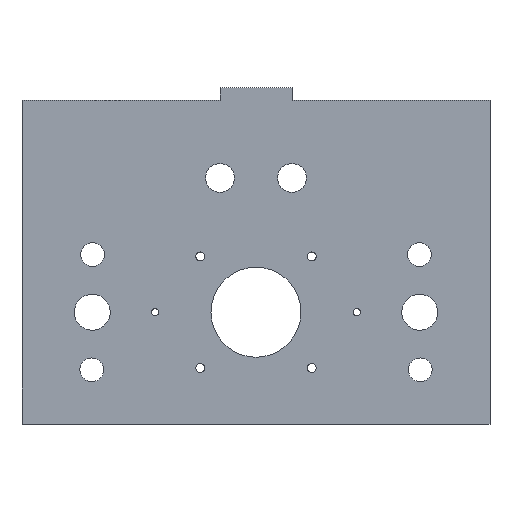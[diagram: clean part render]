
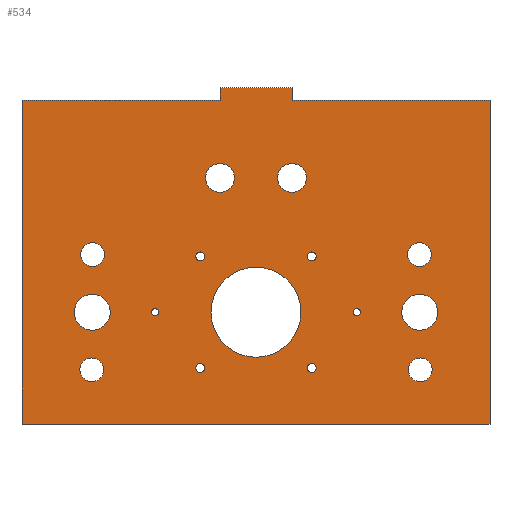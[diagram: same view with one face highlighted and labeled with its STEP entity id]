
A CAD part, top view. The second image highlights one B-rep face of the part: STEP entity #534.
In plain terms, the highlighted planar face has unit normal (0, 0, 1).
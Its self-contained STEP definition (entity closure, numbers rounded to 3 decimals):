
#15=FACE_BOUND('',#104,.T.);
#16=FACE_BOUND('',#105,.T.);
#17=FACE_BOUND('',#106,.T.);
#18=FACE_BOUND('',#107,.T.);
#19=FACE_BOUND('',#108,.T.);
#20=FACE_BOUND('',#109,.T.);
#21=FACE_BOUND('',#110,.T.);
#22=FACE_BOUND('',#111,.T.);
#23=FACE_BOUND('',#112,.T.);
#24=FACE_BOUND('',#113,.T.);
#25=FACE_BOUND('',#114,.T.);
#26=FACE_BOUND('',#115,.T.);
#27=FACE_BOUND('',#116,.T.);
#28=FACE_BOUND('',#117,.T.);
#29=FACE_BOUND('',#118,.T.);
#53=PLANE('',#609);
#78=FACE_OUTER_BOUND('',#103,.T.);
#103=EDGE_LOOP('',(#450,#451,#452,#453,#454,#455,#456,#457));
#104=EDGE_LOOP('',(#458));
#105=EDGE_LOOP('',(#459));
#106=EDGE_LOOP('',(#460));
#107=EDGE_LOOP('',(#461));
#108=EDGE_LOOP('',(#462));
#109=EDGE_LOOP('',(#463));
#110=EDGE_LOOP('',(#464));
#111=EDGE_LOOP('',(#465));
#112=EDGE_LOOP('',(#466));
#113=EDGE_LOOP('',(#467));
#114=EDGE_LOOP('',(#468));
#115=EDGE_LOOP('',(#469));
#116=EDGE_LOOP('',(#470));
#117=EDGE_LOOP('',(#471));
#118=EDGE_LOOP('',(#472));
#152=LINE('',#860,#191);
#155=LINE('',#866,#194);
#158=LINE('',#872,#197);
#161=LINE('',#878,#200);
#164=LINE('',#884,#203);
#167=LINE('',#890,#206);
#170=LINE('',#896,#209);
#173=LINE('',#900,#212);
#191=VECTOR('',#722,10.);
#194=VECTOR('',#727,10.);
#197=VECTOR('',#732,10.);
#200=VECTOR('',#737,10.);
#203=VECTOR('',#742,10.);
#206=VECTOR('',#747,10.);
#209=VECTOR('',#752,10.);
#212=VECTOR('',#757,10.);
#214=CIRCLE('',#558,1.);
#216=CIRCLE('',#561,12.5);
#218=CIRCLE('',#564,1.);
#220=CIRCLE('',#567,3.3);
#222=CIRCLE('',#570,3.3);
#224=CIRCLE('',#573,3.3);
#226=CIRCLE('',#576,3.3);
#228=CIRCLE('',#579,5.);
#230=CIRCLE('',#582,5.);
#232=CIRCLE('',#585,1.229);
#234=CIRCLE('',#588,1.229);
#236=CIRCLE('',#591,1.229);
#238=CIRCLE('',#594,1.229);
#240=CIRCLE('',#597,4.);
#242=CIRCLE('',#600,4.);
#244=VERTEX_POINT('',#766);
#246=VERTEX_POINT('',#772);
#248=VERTEX_POINT('',#778);
#250=VERTEX_POINT('',#784);
#252=VERTEX_POINT('',#790);
#254=VERTEX_POINT('',#796);
#256=VERTEX_POINT('',#802);
#258=VERTEX_POINT('',#808);
#260=VERTEX_POINT('',#814);
#262=VERTEX_POINT('',#820);
#264=VERTEX_POINT('',#826);
#266=VERTEX_POINT('',#832);
#268=VERTEX_POINT('',#838);
#270=VERTEX_POINT('',#844);
#272=VERTEX_POINT('',#850);
#275=VERTEX_POINT('',#857);
#276=VERTEX_POINT('',#859);
#278=VERTEX_POINT('',#865);
#280=VERTEX_POINT('',#871);
#282=VERTEX_POINT('',#877);
#284=VERTEX_POINT('',#883);
#286=VERTEX_POINT('',#889);
#288=VERTEX_POINT('',#895);
#291=EDGE_CURVE('',#244,#244,#214,.T.);
#294=EDGE_CURVE('',#246,#246,#216,.T.);
#297=EDGE_CURVE('',#248,#248,#218,.T.);
#300=EDGE_CURVE('',#250,#250,#220,.T.);
#303=EDGE_CURVE('',#252,#252,#222,.T.);
#306=EDGE_CURVE('',#254,#254,#224,.T.);
#309=EDGE_CURVE('',#256,#256,#226,.T.);
#312=EDGE_CURVE('',#258,#258,#228,.T.);
#315=EDGE_CURVE('',#260,#260,#230,.T.);
#318=EDGE_CURVE('',#262,#262,#232,.T.);
#321=EDGE_CURVE('',#264,#264,#234,.T.);
#324=EDGE_CURVE('',#266,#266,#236,.T.);
#327=EDGE_CURVE('',#268,#268,#238,.T.);
#330=EDGE_CURVE('',#270,#270,#240,.T.);
#333=EDGE_CURVE('',#272,#272,#242,.T.);
#336=EDGE_CURVE('',#276,#275,#152,.T.);
#339=EDGE_CURVE('',#278,#276,#155,.T.);
#342=EDGE_CURVE('',#280,#278,#158,.T.);
#345=EDGE_CURVE('',#282,#280,#161,.T.);
#348=EDGE_CURVE('',#284,#282,#164,.T.);
#351=EDGE_CURVE('',#286,#284,#167,.T.);
#354=EDGE_CURVE('',#288,#286,#170,.T.);
#357=EDGE_CURVE('',#275,#288,#173,.T.);
#450=ORIENTED_EDGE('',*,*,#357,.T.);
#451=ORIENTED_EDGE('',*,*,#354,.T.);
#452=ORIENTED_EDGE('',*,*,#351,.T.);
#453=ORIENTED_EDGE('',*,*,#348,.T.);
#454=ORIENTED_EDGE('',*,*,#345,.T.);
#455=ORIENTED_EDGE('',*,*,#342,.T.);
#456=ORIENTED_EDGE('',*,*,#339,.T.);
#457=ORIENTED_EDGE('',*,*,#336,.T.);
#458=ORIENTED_EDGE('',*,*,#291,.T.);
#459=ORIENTED_EDGE('',*,*,#294,.T.);
#460=ORIENTED_EDGE('',*,*,#297,.T.);
#461=ORIENTED_EDGE('',*,*,#300,.T.);
#462=ORIENTED_EDGE('',*,*,#303,.T.);
#463=ORIENTED_EDGE('',*,*,#306,.T.);
#464=ORIENTED_EDGE('',*,*,#309,.T.);
#465=ORIENTED_EDGE('',*,*,#312,.T.);
#466=ORIENTED_EDGE('',*,*,#315,.T.);
#467=ORIENTED_EDGE('',*,*,#318,.T.);
#468=ORIENTED_EDGE('',*,*,#321,.T.);
#469=ORIENTED_EDGE('',*,*,#324,.T.);
#470=ORIENTED_EDGE('',*,*,#327,.T.);
#471=ORIENTED_EDGE('',*,*,#333,.T.);
#472=ORIENTED_EDGE('',*,*,#330,.T.);
#534=ADVANCED_FACE('',(#78,#15,#16,#17,#18,#19,#20,#21,#22,#23,#24,#25,
#26,#27,#28,#29),#53,.T.);
#558=AXIS2_PLACEMENT_3D('',#768,#618,#619);
#561=AXIS2_PLACEMENT_3D('',#774,#625,#626);
#564=AXIS2_PLACEMENT_3D('',#780,#632,#633);
#567=AXIS2_PLACEMENT_3D('',#786,#639,#640);
#570=AXIS2_PLACEMENT_3D('',#792,#646,#647);
#573=AXIS2_PLACEMENT_3D('',#798,#653,#654);
#576=AXIS2_PLACEMENT_3D('',#804,#660,#661);
#579=AXIS2_PLACEMENT_3D('',#810,#667,#668);
#582=AXIS2_PLACEMENT_3D('',#816,#674,#675);
#585=AXIS2_PLACEMENT_3D('',#822,#681,#682);
#588=AXIS2_PLACEMENT_3D('',#828,#688,#689);
#591=AXIS2_PLACEMENT_3D('',#834,#695,#696);
#594=AXIS2_PLACEMENT_3D('',#840,#702,#703);
#597=AXIS2_PLACEMENT_3D('',#846,#709,#710);
#600=AXIS2_PLACEMENT_3D('',#852,#716,#717);
#609=AXIS2_PLACEMENT_3D('',#901,#758,#759);
#618=DIRECTION('center_axis',(0.,0.,-1.));
#619=DIRECTION('ref_axis',(-1.,0.,0.));
#625=DIRECTION('center_axis',(0.,0.,-1.));
#626=DIRECTION('ref_axis',(-1.,0.,0.));
#632=DIRECTION('center_axis',(0.,0.,-1.));
#633=DIRECTION('ref_axis',(-1.,0.,0.));
#639=DIRECTION('center_axis',(0.,0.,-1.));
#640=DIRECTION('ref_axis',(1.,0.,0.));
#646=DIRECTION('center_axis',(0.,0.,-1.));
#647=DIRECTION('ref_axis',(1.,0.,0.));
#653=DIRECTION('center_axis',(0.,0.,-1.));
#654=DIRECTION('ref_axis',(1.,0.,0.));
#660=DIRECTION('center_axis',(0.,0.,-1.));
#661=DIRECTION('ref_axis',(1.,0.,0.));
#667=DIRECTION('center_axis',(0.,0.,-1.));
#668=DIRECTION('ref_axis',(-1.,0.,0.));
#674=DIRECTION('center_axis',(0.,0.,-1.));
#675=DIRECTION('ref_axis',(-1.,0.,0.));
#681=DIRECTION('center_axis',(0.,0.,-1.));
#682=DIRECTION('ref_axis',(-1.,0.,0.));
#688=DIRECTION('center_axis',(0.,0.,-1.));
#689=DIRECTION('ref_axis',(-1.,0.,0.));
#695=DIRECTION('center_axis',(0.,0.,-1.));
#696=DIRECTION('ref_axis',(-1.,0.,0.));
#702=DIRECTION('center_axis',(0.,0.,-1.));
#703=DIRECTION('ref_axis',(-1.,0.,0.));
#709=DIRECTION('center_axis',(0.,0.,-1.));
#710=DIRECTION('ref_axis',(-1.,0.,0.));
#716=DIRECTION('center_axis',(0.,0.,-1.));
#717=DIRECTION('ref_axis',(-1.,0.,0.));
#722=DIRECTION('',(0.,1.,0.));
#727=DIRECTION('',(-1.,0.,0.));
#732=DIRECTION('',(0.,1.,0.));
#737=DIRECTION('',(1.,0.,0.));
#742=DIRECTION('',(0.,-1.,0.));
#747=DIRECTION('',(-1.,0.,0.));
#752=DIRECTION('',(0.,-1.,0.));
#757=DIRECTION('',(-1.,0.,0.));
#758=DIRECTION('center_axis',(0.,0.,1.));
#759=DIRECTION('ref_axis',(1.,0.,0.));
#766=CARTESIAN_POINT('',(38.,-58.921,3.4));
#768=CARTESIAN_POINT('Origin',(37.,-58.921,3.4));
#772=CARTESIAN_POINT('',(77.5,-58.921,3.4));
#774=CARTESIAN_POINT('Origin',(65.,-58.921,3.4));
#778=CARTESIAN_POINT('',(94.,-58.921,3.4));
#780=CARTESIAN_POINT('Origin',(93.,-58.921,3.4));
#784=CARTESIAN_POINT('',(107.321,-74.92,3.4));
#786=CARTESIAN_POINT('Origin',(110.621,-74.92,3.4));
#790=CARTESIAN_POINT('',(16.084,-74.92,3.4));
#792=CARTESIAN_POINT('Origin',(19.384,-74.92,3.4));
#796=CARTESIAN_POINT('',(16.316,-42.921,3.4));
#798=CARTESIAN_POINT('Origin',(19.616,-42.921,3.4));
#802=CARTESIAN_POINT('',(107.079,-42.921,3.4));
#804=CARTESIAN_POINT('Origin',(110.379,-42.921,3.4));
#808=CARTESIAN_POINT('',(24.5,-58.921,3.4));
#810=CARTESIAN_POINT('Origin',(19.5,-58.921,3.4));
#814=CARTESIAN_POINT('',(115.5,-58.92,3.4));
#816=CARTESIAN_POINT('Origin',(110.5,-58.92,3.4));
#820=CARTESIAN_POINT('',(50.73,-74.421,3.4));
#822=CARTESIAN_POINT('Origin',(49.5,-74.421,3.4));
#826=CARTESIAN_POINT('',(50.729,-43.421,3.4));
#828=CARTESIAN_POINT('Origin',(49.5,-43.421,3.4));
#832=CARTESIAN_POINT('',(81.73,-74.42,3.4));
#834=CARTESIAN_POINT('Origin',(80.5,-74.42,3.4));
#838=CARTESIAN_POINT('',(81.729,-43.42,3.4));
#840=CARTESIAN_POINT('Origin',(80.5,-43.42,3.4));
#844=CARTESIAN_POINT('',(79.,-21.6,3.4));
#846=CARTESIAN_POINT('Origin',(75.,-21.6,3.4));
#850=CARTESIAN_POINT('',(59.,-21.6,3.4));
#852=CARTESIAN_POINT('Origin',(55.,-21.6,3.4));
#857=CARTESIAN_POINT('',(75.,3.4,3.4));
#859=CARTESIAN_POINT('',(75.,0.,3.4));
#860=CARTESIAN_POINT('',(75.,0.,3.4));
#865=CARTESIAN_POINT('',(130.,0.,3.4));
#866=CARTESIAN_POINT('',(130.,0.,3.4));
#871=CARTESIAN_POINT('',(130.,-90.,3.4));
#872=CARTESIAN_POINT('',(130.,-90.,3.4));
#877=CARTESIAN_POINT('',(0.,-90.,3.4));
#878=CARTESIAN_POINT('',(0.,-90.,3.4));
#883=CARTESIAN_POINT('',(0.,0.,3.4));
#884=CARTESIAN_POINT('',(0.,0.,3.4));
#889=CARTESIAN_POINT('',(55.,0.,3.4));
#890=CARTESIAN_POINT('',(55.,0.,3.4));
#895=CARTESIAN_POINT('',(55.,3.4,3.4));
#896=CARTESIAN_POINT('',(55.,3.4,3.4));
#900=CARTESIAN_POINT('',(75.,3.4,3.4));
#901=CARTESIAN_POINT('Origin',(65.,-43.3,3.4));
